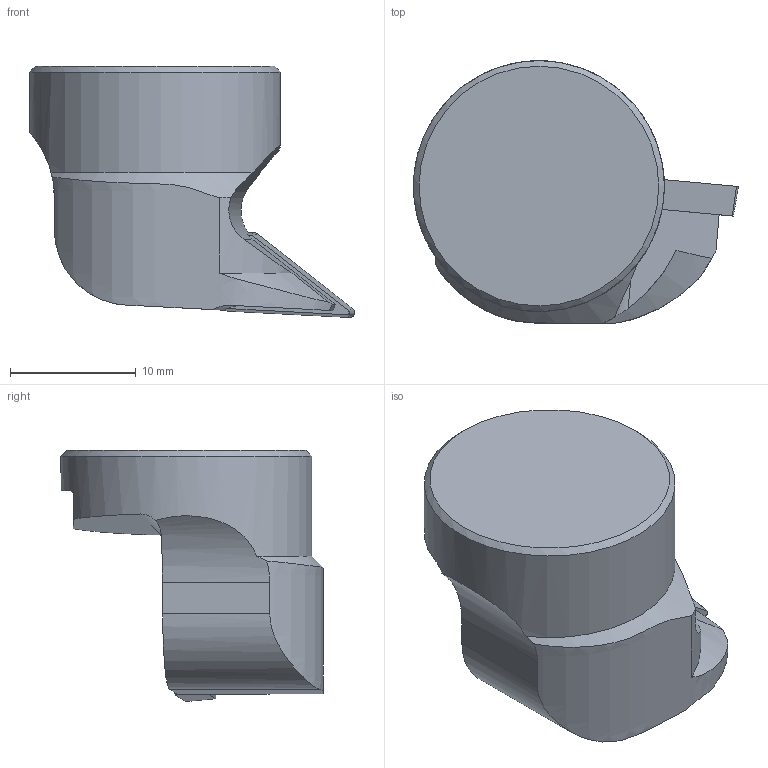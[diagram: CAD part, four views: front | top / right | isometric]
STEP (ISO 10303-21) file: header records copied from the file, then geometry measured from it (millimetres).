
FILE_DESCRIPTION(/* description */ (''),/* implementation_level */ '2;1');
FILE_NAME(/* name */ '1720083092057.stp',/* time_stamp */ '2024-07-04T10:51:36+02:00',/* author */ (''),/* organization */ ('SMS'),/* preprocessor_version */ 'ST-DEVELOPER v16.7',/* originating_system */ 'SIEMENS PLM Software NX 12.0',/* authorisation */ '');
FILE_SCHEMA (('AUTOMOTIVE_DESIGN { 1 0 10303 214 3 1 1 1 }'));
Length unit declared in the file: millimetre
Products named in the file (4): ASSEMBLY_CONSTRUCTION; IsoTurningInsert; 205402152mod000_00; 205402153mod000_00
Assembly tree (3 placements, depth 2):
  205402153mod000_00
    205402152mod000_00
    IsoTurningInsert
    ASSEMBLY_CONSTRUCTION
Bounding box: 25.89 x 20.9 x 20 mm (x, y, z)
Volume: 4243.1 mm3; surface area: 2006.8 mm2
Topology: 2 solids, 2 shells, 47 faces, 125 edges, 86 vertices
Faces by surface type: plane 22, cylinder 10, cone 10, torus 4, extrusion 1
Full cylindrical faces by diameter (mm): 2.8 x2, 20 x1
Entity records: 1702 total; most frequent: CARTESIAN_POINT 485, DIRECTION 233, ORIENTED_EDGE 216, EDGE_CURVE 108, AXIS2_PLACEMENT_3D 92, VERTEX_POINT 76, EDGE_LOOP 60, VECTOR 49
